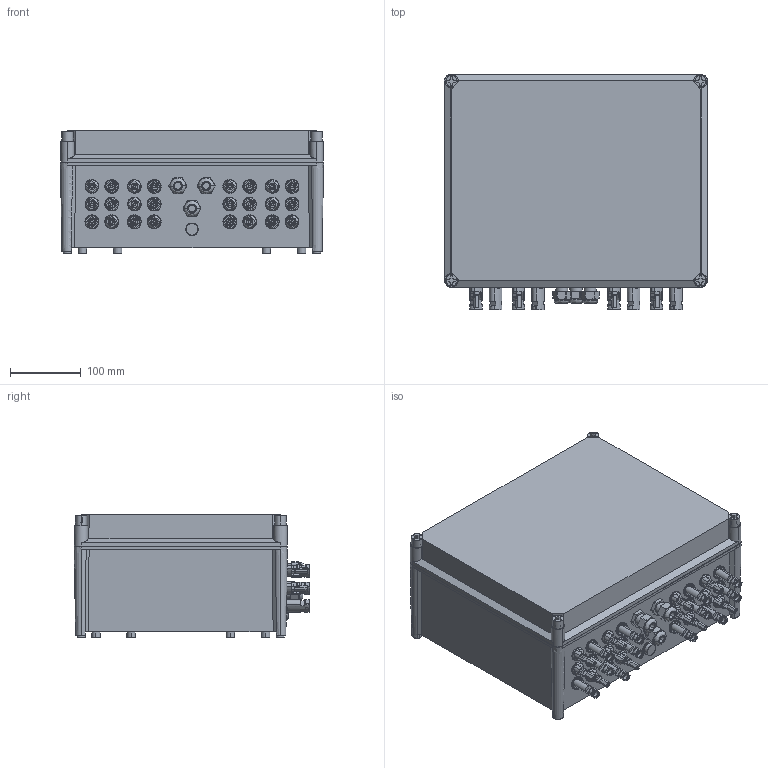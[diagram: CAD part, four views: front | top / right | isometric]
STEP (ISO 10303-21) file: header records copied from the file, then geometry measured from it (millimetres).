
FILE_DESCRIPTION(('CATIA V5 STEP Exchange','CAx-IF Rec.Pracs.--- Model Styling and Organization---1.4--- 2014-01-23'),'2;1');
FILE_NAME ('D1427927_1', '2020-06-22T12:22:18+00:00', ('none'), ('Weidmueller'), 'CATIA Version 5-6 Release 2016 SP3 HF44', 'CATIA V5 STEP AP214', 'none');
FILE_SCHEMA(('AUTOMOTIVE_DESIGN { 1 0 10303 214 1 1 1 1 }'));
Products named in the file (1): S3D_PVN1_M2_I6_SX_WM4C
Bounding box: 372.1 x 333.35 x 174 mm (x, y, z)
Volume: 17107527 mm3; surface area: 803807.1 mm2
Topology: 34 solids, 34 shells, 2567 faces, 7825 edges, 5431 vertices
Faces by surface type: plane 1359, cylinder 866, cone 272, sphere 36, revolution 24, bspline 6, torus 4
Entity records: 92801 total; most frequent: CARTESIAN_POINT 27210, ORIENTED_EDGE 15638, DIRECTION 9003, EDGE_CURVE 7819, VERTEX_POINT 5431, AXIS2_PLACEMENT_3D 3833, VECTOR 3489, LINE 3489
